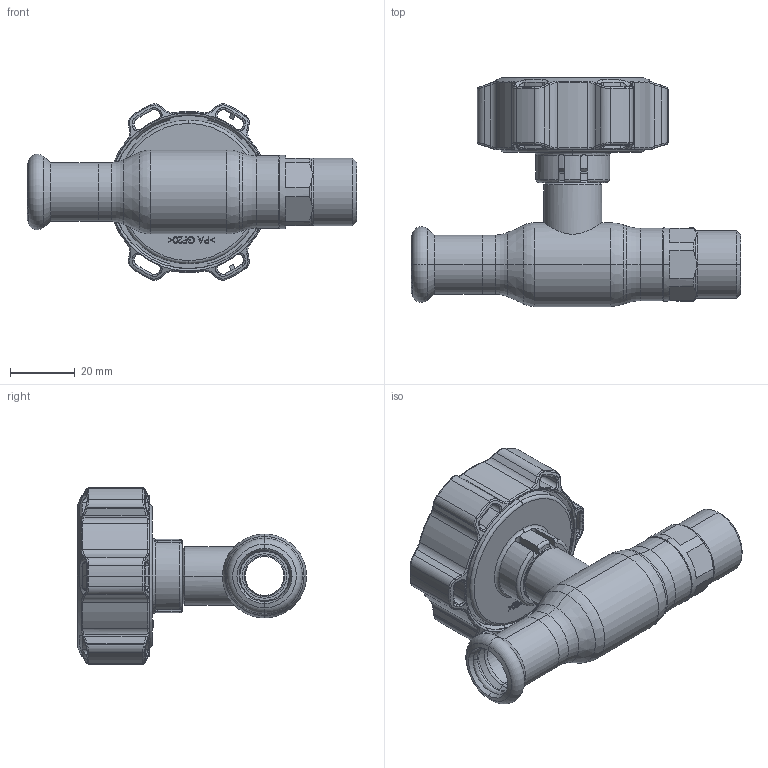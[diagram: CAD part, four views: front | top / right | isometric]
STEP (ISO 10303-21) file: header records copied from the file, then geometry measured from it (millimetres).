
FILE_DESCRIPTION (( 'STEP AP214' ), '1' );
FILE_NAME ('1010001210-1200.step', '2024-01-15T11:26:27', ( '' ), ( '' ), 'SwSTEP 2.0', 'SolidWorks 2021', '' );
FILE_SCHEMA (( 'AUTOMOTIVE_DESIGN' ));
Length unit declared in the file: millimetre
Products named in the file (1): 1010001210-1200
Bounding box: 102 x 70.9 x 54.57 mm (x, y, z)
Surface area: 25497.4 mm2 (no closed solid volume)
Topology: 0 solids, 9 shells, 557 faces, 1630 edges, 1050 vertices
Faces by surface type: bspline 182, cylinder 128, plane 106, torus 79, cone 62
Entity records: 34583 total; most frequent: CARTESIAN_POINT 15445, ORIENTED_EDGE 2901, DIRECTION 2265, EDGE_CURVE 1630, VERTEX_POINT 1050, AXIS2_PLACEMENT_3D 905, B_SPLINE_CURVE_WITH_KNOTS 616, EDGE_LOOP 590
